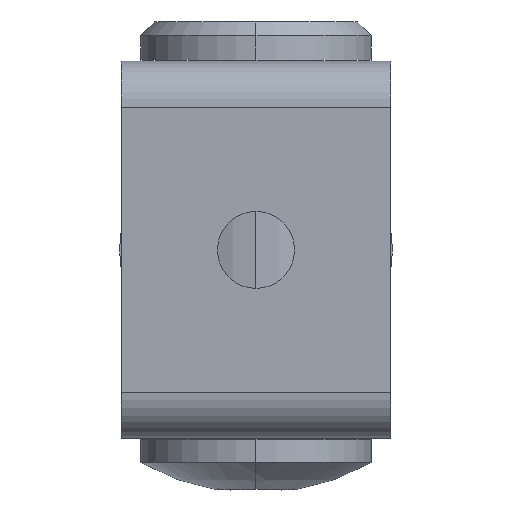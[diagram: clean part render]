
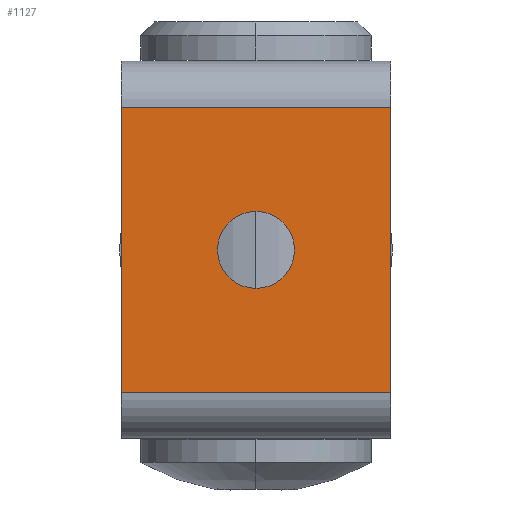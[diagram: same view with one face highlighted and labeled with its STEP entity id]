
A CAD part, left-side view. The second image highlights one B-rep face of the part: STEP entity #1127.
In plain terms, the highlighted planar face has unit normal (-1, 0, 0).
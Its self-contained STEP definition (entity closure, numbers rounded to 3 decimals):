
#485=DIRECTION('',(0.,0.,1.));
#486=VECTOR('',#485,37.06);
#487=CARTESIAN_POINT('',(-6.,-17.5,-18.53));
#488=LINE('',#487,#486);
#643=DIRECTION('',(0.,0.,1.));
#644=VECTOR('',#643,37.06);
#645=CARTESIAN_POINT('',(-6.,17.5,-18.53));
#646=LINE('',#645,#644);
#684=DIRECTION('',(0.,-1.,0.));
#685=VECTOR('',#684,35.);
#686=CARTESIAN_POINT('',(-6.,17.5,18.53));
#687=LINE('',#686,#685);
#688=DIRECTION('',(0.,-1.,0.));
#689=VECTOR('',#688,35.);
#690=CARTESIAN_POINT('',(-6.,17.5,-18.53));
#691=LINE('',#690,#689);
#692=CARTESIAN_POINT('',(-6.,0.,0.));
#693=DIRECTION('',(-1.,0.,0.));
#694=DIRECTION('',(0.,1.,0.));
#695=AXIS2_PLACEMENT_3D('',#692,#693,#694);
#697=CARTESIAN_POINT('',(-6.,0.,0.));
#698=DIRECTION('',(-1.,0.,0.));
#699=DIRECTION('',(0.,-1.,0.));
#700=AXIS2_PLACEMENT_3D('',#697,#698,#699);
#745=CARTESIAN_POINT('',(-6.,-17.5,18.53));
#747=VERTEX_POINT('',#745);
#748=CARTESIAN_POINT('',(-6.,17.5,18.53));
#749=VERTEX_POINT('',#748);
#752=CARTESIAN_POINT('',(-6.,-17.5,-18.53));
#754=VERTEX_POINT('',#752);
#758=CARTESIAN_POINT('',(-6.,17.5,-18.53));
#759=VERTEX_POINT('',#758);
#760=CARTESIAN_POINT('',(-6.,5.,0.));
#761=CARTESIAN_POINT('',(-6.,-5.,0.));
#762=VERTEX_POINT('',#760);
#763=VERTEX_POINT('',#761);
#1110=CARTESIAN_POINT('',(-6.,-17.5,-24.53));
#1111=DIRECTION('',(-1.,0.,0.));
#1112=DIRECTION('',(0.,0.,1.));
#1113=AXIS2_PLACEMENT_3D('',#1110,#1111,#1112);
#1114=PLANE('',#1113);
#1115=ORIENTED_EDGE('',*,*,#823,.T.);
#1116=ORIENTED_EDGE('',*,*,#843,.F.);
#1117=ORIENTED_EDGE('',*,*,#1105,.F.);
#1118=ORIENTED_EDGE('',*,*,#1054,.T.);
#1119=EDGE_LOOP('',(#1115,#1116,#1117,#1118));
#1120=FACE_OUTER_BOUND('',#1119,.F.);
#1122=ORIENTED_EDGE('',*,*,#1121,.T.);
#1124=ORIENTED_EDGE('',*,*,#1123,.T.);
#1125=EDGE_LOOP('',(#1122,#1124));
#1126=FACE_BOUND('',#1125,.F.);
#696=CIRCLE('',#695,5.);
#701=CIRCLE('',#700,5.);
#823=EDGE_CURVE('',#749,#747,#687,.T.);
#843=EDGE_CURVE('',#754,#747,#488,.T.);
#1054=EDGE_CURVE('',#759,#749,#646,.T.);
#1105=EDGE_CURVE('',#759,#754,#691,.T.);
#1121=EDGE_CURVE('',#762,#763,#696,.T.);
#1123=EDGE_CURVE('',#763,#762,#701,.T.);
#1127=ADVANCED_FACE('',(#1120,#1126),#1114,.T.);
